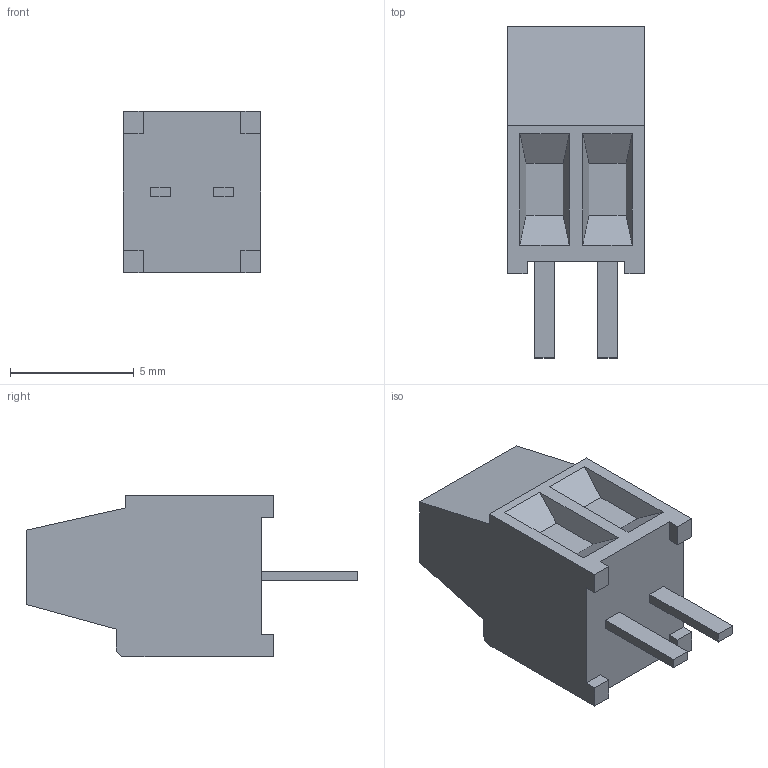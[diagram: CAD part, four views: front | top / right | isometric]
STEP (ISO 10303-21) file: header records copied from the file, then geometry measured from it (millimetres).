
FILE_DESCRIPTION(/* description */ (''),/* implementation_level */ '2;1');
FILE_NAME(/* name */ 'TerminalBlock_TE_254mmx02.stp',/* time_stamp */ '2020-01-27T20:21:00-05:00',/* author */ ('Ishaan'),/* organization */ ('TE Connectivity Ltd.'),/* preprocessor_version */ 'ST-DEVELOPER v18',/* originating_system */ 'Autodesk Inventor 2020',/* authorisation */ '');
FILE_SCHEMA (('AUTOMOTIVE_DESIGN { 1 0 10303 214 3 1 1 }'));
Length unit declared in the file: millimetre
Products named in the file (1): Part1
Bounding box: 5.54 x 13.4 x 6.5 mm (x, y, z)
Volume: 262.6 mm3; surface area: 342 mm2
Topology: 1 solids, 1 shells, 75 faces, 197 edges, 130 vertices
Faces by surface type: plane 70, cylinder 5
Full cylindrical faces by diameter (mm): 2.1 x2
Entity records: 2349 total; most frequent: CARTESIAN_POINT 403, ORIENTED_EDGE 394, DIRECTION 367, EDGE_CURVE 197, LINE 179, VECTOR 179, VERTEX_POINT 130, AXIS2_PLACEMENT_3D 94
